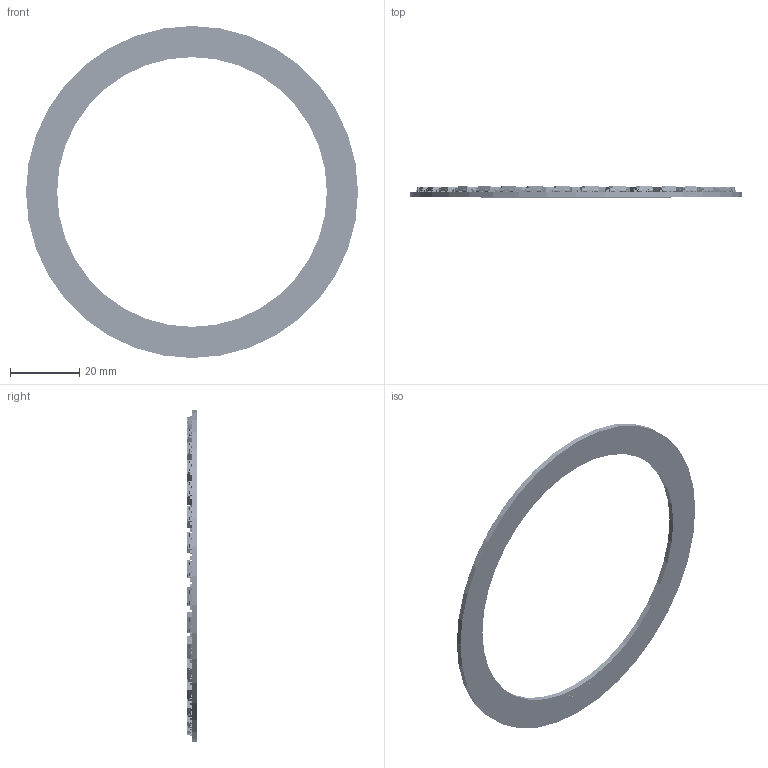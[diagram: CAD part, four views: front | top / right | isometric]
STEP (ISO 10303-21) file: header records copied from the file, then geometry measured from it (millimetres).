
FILE_DESCRIPTION(/* description */ (''),/* implementation_level */ '2;1');
FILE_NAME(/* name */ 'WS2812B-Ring-35LED-Black.step',/* time_stamp */ '2023-12-30T14:50:27Z',/* author */ (''),/* organization */ (''),/* preprocessor_version */ 'ST-DEVELOPER v20',/* originating_system */ 'Autodesk Translation Framework v12.14.0.127',/* authorisation */ '');
FILE_SCHEMA (('AUTOMOTIVE_DESIGN { 1 0 10303 214 3 1 1 }'));
Length unit declared in the file: millimetre
Products named in the file (3): WS2812B Ring 8-45 LED Para (Black PCB); WS2812B; 0603 Resistor
Assembly tree (70 placements, depth 2):
  WS2812B Ring 8-45 LED Para (Black PCB)
    WS2812B  x35
    0603 Resistor  x35
Bounding box: 96 x 3.09 x 96 mm (x, y, z)
Volume: 4877.1 mm3; surface area: 12775.5 mm2
Topology: 841 solids, 841 shells, 20034 faces, 49171 edges, 31474 vertices
Faces by surface type: plane 13579, bspline 3524, cylinder 2161, torus 700, cone 70
Full cylindrical faces by diameter (mm): 0.36 x35, 0.4 x210, 0.5 x70, 1 x35, 78 x1, 96 x1
Entity records: 35958 total; most frequent: CARTESIAN_POINT 15061, ORIENTED_EDGE 4566, DIRECTION 3458, EDGE_CURVE 2283, VERTEX_POINT 1486, LINE 1456, VECTOR 1456, AXIS2_PLACEMENT_3D 1001
